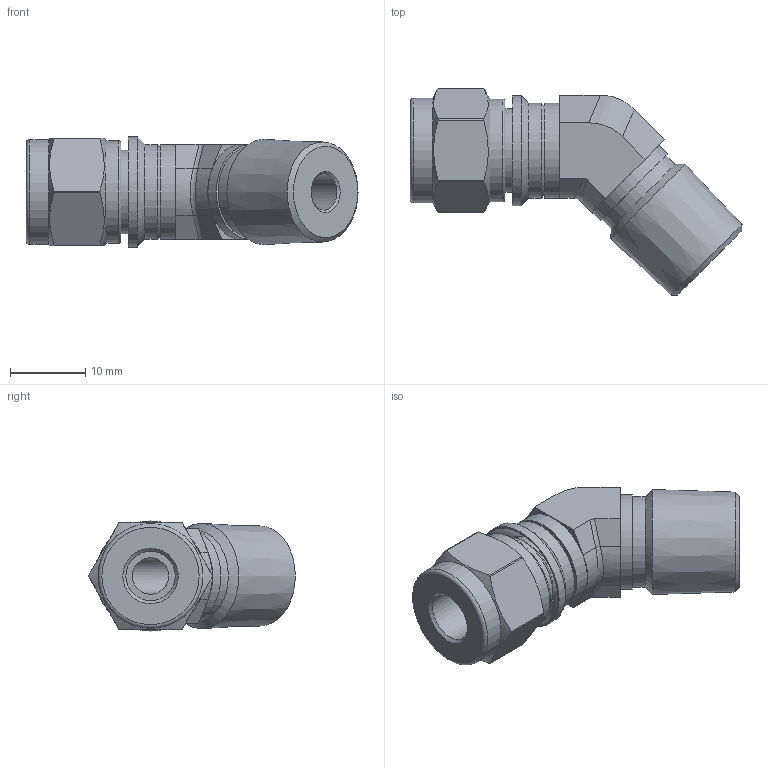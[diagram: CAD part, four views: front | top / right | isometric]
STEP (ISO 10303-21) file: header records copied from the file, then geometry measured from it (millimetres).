
FILE_DESCRIPTION(/* description */ (''),/* implementation_level */ '2;1');
FILE_NAME(/* name */ 'SHMEI-4-4N.stp',/* time_stamp */ '2022-05-10T11:08:10+09:00',/* author */ ('user'),/* organization */ (''),/* preprocessor_version */ 'ST-DEVELOPER v18.1',/* originating_system */ 'Autodesk Inventor 2022',/* authorisation */ '');
FILE_SCHEMA (('AUTOMOTIVE_DESIGN { 1 0 10303 214 3 1 1 }'));
Length unit declared in the file: millimetre
Products named in the file (1): SHME-4-2N
Bounding box: 44.05 x 27.41 x 14.6 mm (x, y, z)
Volume: 5452.9 mm3; surface area: 3524.2 mm2
Topology: 1 solids, 1 shells, 66 faces, 150 edges, 94 vertices
Faces by surface type: plane 26, cylinder 25, cone 12, torus 2, bspline 1
Full cylindrical faces by diameter (mm): 4.826 x2, 6.55 x1, 9.4 x1, 10.1 x1, 11.112 x1, 12 x1, 12.6 x2, 12.605 x1, 13.6 x1, 13.9 x1, 14.6 x1
Entity records: 1906 total; most frequent: CARTESIAN_POINT 354, DIRECTION 337, ORIENTED_EDGE 300, EDGE_CURVE 150, AXIS2_PLACEMENT_3D 133, VERTEX_POINT 94, EDGE_LOOP 76, LINE 71
